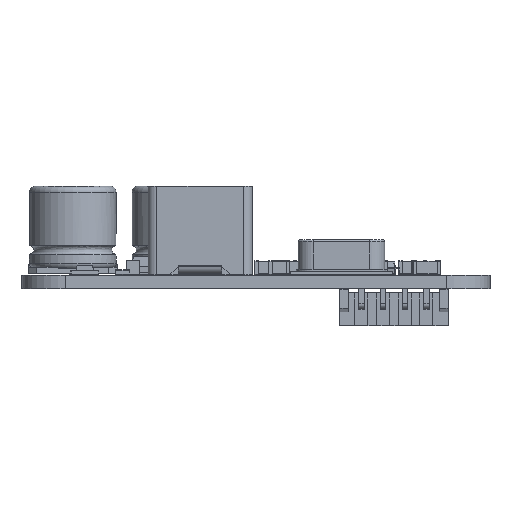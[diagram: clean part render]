
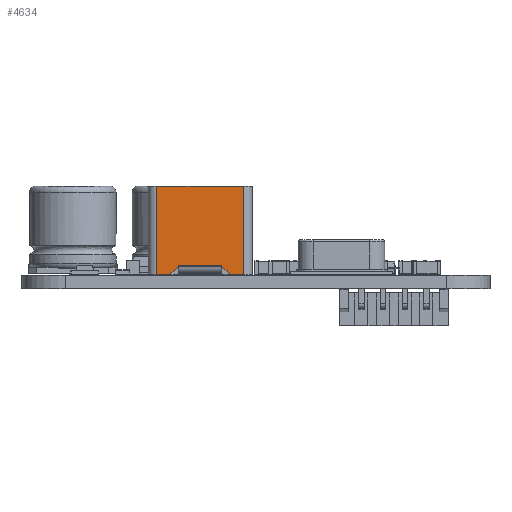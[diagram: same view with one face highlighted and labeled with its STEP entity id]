
A CAD part, left-side view. The second image highlights one B-rep face of the part: STEP entity #4634.
In plain terms, the highlighted face is planar.
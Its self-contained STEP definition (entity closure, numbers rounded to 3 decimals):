
#4353 = VERTEX_POINT('',#4354);
#4354 = CARTESIAN_POINT('',(6.,5.,10.2));
#4361 = EDGE_CURVE('',#4353,#4362,#4364,.T.);
#4362 = VERTEX_POINT('',#4363);
#4363 = CARTESIAN_POINT('',(6.,-5.,10.2));
#4364 = LINE('',#4365,#4366);
#4365 = CARTESIAN_POINT('',(6.,6.,10.2));
#4366 = VECTOR('',#4367,1.);
#4367 = DIRECTION('',(0.,-1.,0.));
#4543 = EDGE_CURVE('',#4544,#4353,#4546,.T.);
#4544 = VERTEX_POINT('',#4545);
#4545 = CARTESIAN_POINT('',(6.,5.,0.));
#4546 = LINE('',#4547,#4548);
#4547 = CARTESIAN_POINT('',(6.,5.,0.));
#4548 = VECTOR('',#4549,1.);
#4549 = DIRECTION('',(0.,0.,1.));
#4634 = ADVANCED_FACE('',(#4635),#4701,.T.);
#4635 = FACE_BOUND('',#4636,.T.);
#4636 = EDGE_LOOP('',(#4637,#4645,#4646,#4647,#4655,#4663,#4671,#4679,
    #4687,#4695));
#4637 = ORIENTED_EDGE('',*,*,#4638,.F.);
#4638 = EDGE_CURVE('',#4544,#4639,#4641,.T.);
#4639 = VERTEX_POINT('',#4640);
#4640 = CARTESIAN_POINT('',(6.,3.49,0.));
#4641 = LINE('',#4642,#4643);
#4642 = CARTESIAN_POINT('',(6.,6.,0.));
#4643 = VECTOR('',#4644,1.);
#4644 = DIRECTION('',(0.,-1.,0.));
#4645 = ORIENTED_EDGE('',*,*,#4543,.T.);
#4646 = ORIENTED_EDGE('',*,*,#4361,.T.);
#4647 = ORIENTED_EDGE('',*,*,#4648,.F.);
#4648 = EDGE_CURVE('',#4649,#4362,#4651,.T.);
#4649 = VERTEX_POINT('',#4650);
#4650 = CARTESIAN_POINT('',(6.,-5.,0.));
#4651 = LINE('',#4652,#4653);
#4652 = CARTESIAN_POINT('',(6.,-5.,0.));
#4653 = VECTOR('',#4654,1.);
#4654 = DIRECTION('',(0.,0.,1.));
#4655 = ORIENTED_EDGE('',*,*,#4656,.F.);
#4656 = EDGE_CURVE('',#4657,#4649,#4659,.T.);
#4657 = VERTEX_POINT('',#4658);
#4658 = CARTESIAN_POINT('',(6.,-3.49,0.));
#4659 = LINE('',#4660,#4661);
#4660 = CARTESIAN_POINT('',(6.,6.,0.));
#4661 = VECTOR('',#4662,1.);
#4662 = DIRECTION('',(0.,-1.,0.));
#4663 = ORIENTED_EDGE('',*,*,#4664,.T.);
#4664 = EDGE_CURVE('',#4657,#4665,#4667,.T.);
#4665 = VERTEX_POINT('',#4666);
#4666 = CARTESIAN_POINT('',(6.,-2.5,0.99));
#4667 = LINE('',#4668,#4669);
#4668 = CARTESIAN_POINT('',(6.,-0.87,2.62));
#4669 = VECTOR('',#4670,1.);
#4670 = DIRECTION('',(0.,0.707,0.707));
#4671 = ORIENTED_EDGE('',*,*,#4672,.T.);
#4672 = EDGE_CURVE('',#4665,#4673,#4675,.T.);
#4673 = VERTEX_POINT('',#4674);
#4674 = CARTESIAN_POINT('',(6.,-2.5,1.));
#4675 = LINE('',#4676,#4677);
#4676 = CARTESIAN_POINT('',(6.,-2.5,0.));
#4677 = VECTOR('',#4678,1.);
#4678 = DIRECTION('',(0.,0.,1.));
#4679 = ORIENTED_EDGE('',*,*,#4680,.F.);
#4680 = EDGE_CURVE('',#4681,#4673,#4683,.T.);
#4681 = VERTEX_POINT('',#4682);
#4682 = CARTESIAN_POINT('',(6.,2.5,1.));
#4683 = LINE('',#4684,#4685);
#4684 = CARTESIAN_POINT('',(6.,1.75,1.));
#4685 = VECTOR('',#4686,1.);
#4686 = DIRECTION('',(0.,-1.,0.));
#4687 = ORIENTED_EDGE('',*,*,#4688,.F.);
#4688 = EDGE_CURVE('',#4689,#4681,#4691,.T.);
#4689 = VERTEX_POINT('',#4690);
#4690 = CARTESIAN_POINT('',(6.,2.5,0.99));
#4691 = LINE('',#4692,#4693);
#4692 = CARTESIAN_POINT('',(6.,2.5,0.));
#4693 = VECTOR('',#4694,1.);
#4694 = DIRECTION('',(0.,0.,1.));
#4695 = ORIENTED_EDGE('',*,*,#4696,.F.);
#4696 = EDGE_CURVE('',#4639,#4689,#4697,.T.);
#4697 = LINE('',#4698,#4699);
#4698 = CARTESIAN_POINT('',(6.,3.87,-0.38));
#4699 = VECTOR('',#4700,1.);
#4700 = DIRECTION('',(0.,-0.707,0.707));
#4701 = PLANE('',#4702);
#4702 = AXIS2_PLACEMENT_3D('',#4703,#4704,#4705);
#4703 = CARTESIAN_POINT('',(6.,6.,0.));
#4704 = DIRECTION('',(1.,0.,0.));
#4705 = DIRECTION('',(0.,-1.,0.));
